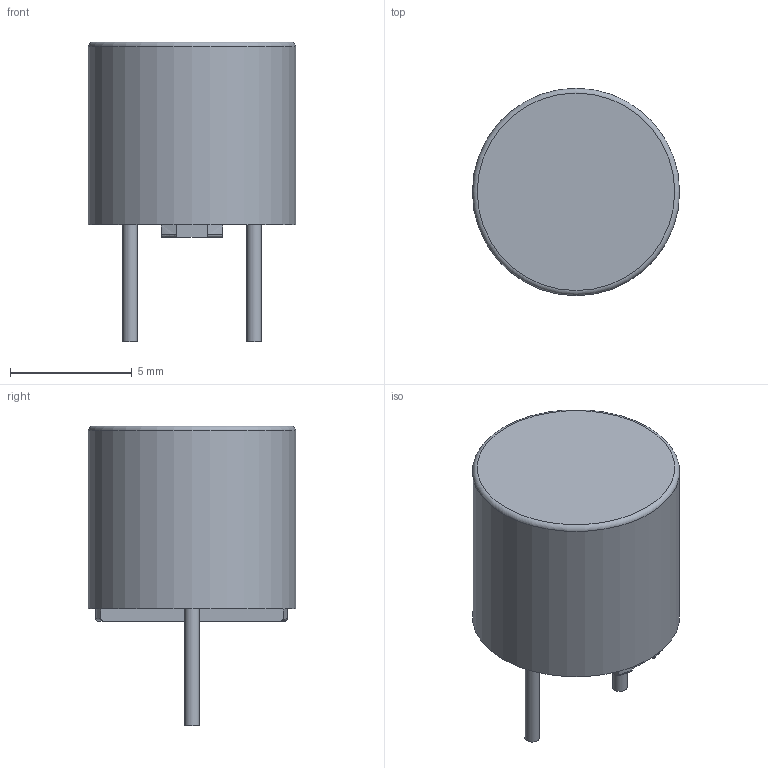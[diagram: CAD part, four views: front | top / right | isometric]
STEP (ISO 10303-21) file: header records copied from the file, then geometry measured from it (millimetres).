
FILE_DESCRIPTION(('FreeCAD Model'),'2;1');
FILE_NAME('37212000001.stp' ,'2018-11-13T21:53:14',('Author'),(''), 'Open CASCADE STEP processor 6.8','FreeCAD','Unknown');
FILE_SCHEMA(('AUTOMOTIVE_DESIGN_CC2 { 1 2 10303 214 -1 1 5 4 }'));
Length unit declared in the file: millimetre
Products named in the file (5): ASSEMBLY; Body; Lead-001; Lead-002; Base
Assembly tree (4 placements, depth 2):
  ASSEMBLY
    Body
    Lead-001
    Lead-002
    Base
Bounding box: 8.5 x 8.5 x 12.3 mm (x, y, z)
Volume: 217.4 mm3; surface area: 576.8 mm2
Topology: 4 solids, 4 shells, 25 faces, 49 edges, 33 vertices
Faces by surface type: plane 16, cylinder 5, torus 4
Full cylindrical faces by diameter (mm): 0.6 x2, 7.9 x1, 8.5 x1
Entity records: 3436 total; most frequent: CARTESIAN_POINT 2360, DIRECTION 173, ORIENTED_EDGE 98, PCURVE 98, DEFINITIONAL_REPRESENTATION 98, LINE 67, VECTOR 67, AXIS2_PLACEMENT_3D 51
